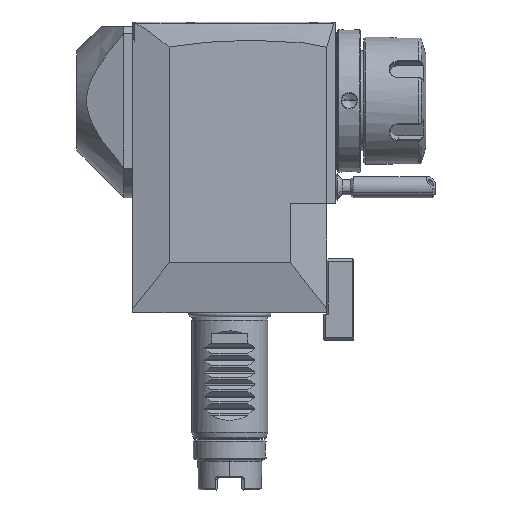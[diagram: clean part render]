
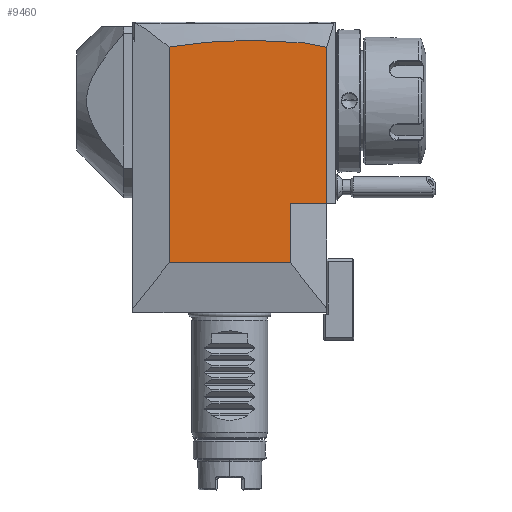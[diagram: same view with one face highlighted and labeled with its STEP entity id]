
A CAD part, top view. The second image highlights one B-rep face of the part: STEP entity #9460.
In plain terms, the highlighted planar face has unit normal (0, 0, 1).
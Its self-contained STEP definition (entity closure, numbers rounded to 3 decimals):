
#347=DIRECTION('',(1.,0.,0.));
#348=VECTOR('',#347,40.);
#349=CARTESIAN_POINT('',(-20.,16.466,32.));
#350=LINE('',#349,#348);
#359=CARTESIAN_POINT('',(32.,87.639,32.));
#360=CARTESIAN_POINT('',(31.717,87.725,32.));
#361=CARTESIAN_POINT('',(31.147,87.886,32.));
#362=CARTESIAN_POINT('',(30.274,88.104,32.));
#363=CARTESIAN_POINT('',(29.397,88.299,32.));
#364=CARTESIAN_POINT('',(28.53,88.472,32.));
#365=CARTESIAN_POINT('',(27.667,88.629,32.));
#366=CARTESIAN_POINT('',(26.761,88.779,32.));
#367=CARTESIAN_POINT('',(25.77,88.928,32.));
#368=CARTESIAN_POINT('',(24.649,89.079,32.));
#369=CARTESIAN_POINT('',(23.374,89.231,32.));
#370=CARTESIAN_POINT('',(21.942,89.381,32.));
#371=CARTESIAN_POINT('',(20.352,89.523,32.));
#372=CARTESIAN_POINT('',(18.579,89.654,32.));
#373=CARTESIAN_POINT('',(16.596,89.772,32.));
#374=CARTESIAN_POINT('',(14.369,89.871,32.));
#375=CARTESIAN_POINT('',(11.835,89.945,32.));
#376=CARTESIAN_POINT('',(8.953,89.982,32.));
#377=CARTESIAN_POINT('',(5.718,89.968,32.));
#378=CARTESIAN_POINT('',(2.206,89.888,32.));
#379=CARTESIAN_POINT('',(-1.36,89.74,32.));
#380=CARTESIAN_POINT('',(-4.885,89.528,32.));
#381=CARTESIAN_POINT('',(-8.303,89.258,32.));
#382=CARTESIAN_POINT('',(-11.57,88.934,32.));
#383=CARTESIAN_POINT('',(-14.643,88.566,32.));
#384=CARTESIAN_POINT('',(-17.487,88.161,32.));
#385=CARTESIAN_POINT('',(-19.192,87.878,32.));
#386=CARTESIAN_POINT('',(-20.,87.734,32.));
#388=DIRECTION('',(0.,-1.,0.));
#389=VECTOR('',#388,51.639);
#390=CARTESIAN_POINT('',(32.,87.639,32.));
#391=LINE('',#390,#389);
#392=DIRECTION('',(0.,1.,0.));
#393=VECTOR('',#392,19.534);
#394=CARTESIAN_POINT('',(20.,16.466,32.));
#395=LINE('',#394,#393);
#428=DIRECTION('',(0.,-1.,0.));
#429=VECTOR('',#428,71.267);
#430=CARTESIAN_POINT('',(-20.,87.734,32.));
#431=LINE('',#430,#429);
#789=DIRECTION('',(1.,0.,0.));
#790=VECTOR('',#789,12.);
#791=CARTESIAN_POINT('',(20.,36.,32.));
#792=LINE('',#791,#790);
#8219=CARTESIAN_POINT('',(-20.,16.466,32.));
#8220=CARTESIAN_POINT('',(20.,16.466,32.));
#8221=VERTEX_POINT('',#8219);
#8222=VERTEX_POINT('',#8220);
#8607=CARTESIAN_POINT('',(32.,87.639,32.));
#8608=CARTESIAN_POINT('',(32.,36.,32.));
#8609=VERTEX_POINT('',#8607);
#8610=VERTEX_POINT('',#8608);
#8624=VERTEX_POINT('',#386);
#8642=CARTESIAN_POINT('',(20.,36.,32.));
#8643=VERTEX_POINT('',#8642);
#9443=CARTESIAN_POINT('',(-35.103,36.,32.));
#9444=DIRECTION('',(0.,0.,1.));
#9445=DIRECTION('',(1.,0.,0.));
#9446=AXIS2_PLACEMENT_3D('',#9443,#9444,#9445);
#9447=PLANE('',#9446);
#9449=ORIENTED_EDGE('',*,*,#9448,.F.);
#9451=ORIENTED_EDGE('',*,*,#9450,.F.);
#9453=ORIENTED_EDGE('',*,*,#9452,.T.);
#9455=ORIENTED_EDGE('',*,*,#9454,.F.);
#9456=ORIENTED_EDGE('',*,*,#9435,.F.);
#9457=ORIENTED_EDGE('',*,*,#9424,.F.);
#9458=EDGE_LOOP('',(#9449,#9451,#9453,#9455,#9456,#9457));
#9459=FACE_OUTER_BOUND('',#9458,.F.);
#387=B_SPLINE_CURVE_WITH_KNOTS('',3,(#359,#360,#361,#362,#363,#364,#365,#366,
#367,#368,#369,#370,#371,#372,#373,#374,#375,#376,#377,#378,#379,#380,#381,#382,
#383,#384,#385,#386),.UNSPECIFIED.,.F.,.F.,(4,1,1,1,1,1,1,1,1,1,1,1,1,1,1,1,1,1,
1,1,1,1,1,1,1,4),(0.,0.04,0.08,0.12,0.16,0.2,0.24,0.28,0.32,
0.36,0.4,0.44,0.48,0.52,0.56,0.6,0.64,0.68,0.72,0.76,
0.8,0.84,0.88,0.92,0.96,1.),.UNSPECIFIED.);
#9424=EDGE_CURVE('',#8221,#8222,#350,.T.);
#9435=EDGE_CURVE('',#8222,#8643,#395,.T.);
#9448=EDGE_CURVE('',#8624,#8221,#431,.T.);
#9450=EDGE_CURVE('',#8609,#8624,#387,.T.);
#9452=EDGE_CURVE('',#8609,#8610,#391,.T.);
#9454=EDGE_CURVE('',#8643,#8610,#792,.T.);
#9460=ADVANCED_FACE('',(#9459),#9447,.T.);
